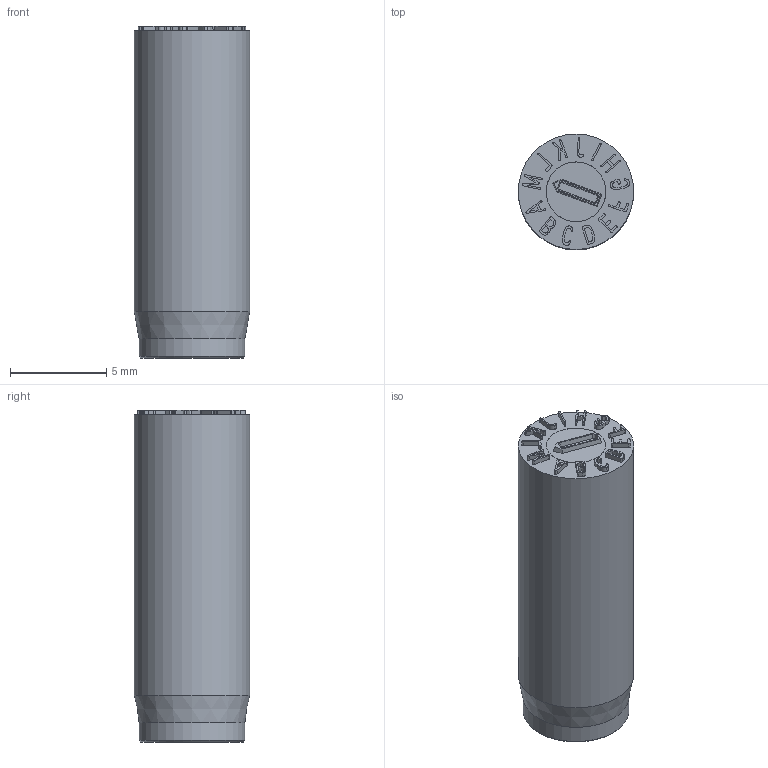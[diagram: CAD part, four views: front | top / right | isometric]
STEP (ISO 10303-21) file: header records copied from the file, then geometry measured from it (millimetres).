
FILE_DESCRIPTION(/* description */ (''),/* implementation_level */ '2;1');
FILE_NAME(/* name */ 'Dati-6000_M$6$00.stp',/* time_stamp */ '2025-09-01T15:07:53+02:00',/* author */ ('olafg'),/* organization */ (''),/* preprocessor_version */ 'ST-DEVELOPER v20',/* originating_system */ 'Autodesk Inventor 2024',/* authorisation */ '');
FILE_SCHEMA (('AUTOMOTIVE_DESIGN { 1 0 10303 214 3 1 1 }'));
Length unit declared in the file: millimetre
Products named in the file (3): Zusammenbau 1006; 1006-01-00 Hülse; 2005-05-00 Stelleinsatz
Assembly tree (2 placements, depth 2):
  Zusammenbau 1006
    1006-01-00 Hülse
    2005-05-00 Stelleinsatz
Bounding box: 6 x 6 x 17.25 mm (x, y, z)
Volume: 392 mm3; surface area: 588 mm2
Topology: 2 solids, 2 shells, 278 faces, 755 edges, 502 vertices
Faces by surface type: bspline 146, plane 113, cone 11, cylinder 7, torus 1
Full cylindrical faces by diameter (mm): 1.6 x2, 3 x1, 3.1 x2, 5.5 x1, 6 x1
Entity records: 9550 total; most frequent: CARTESIAN_POINT 3390, ORIENTED_EDGE 1510, DIRECTION 772, EDGE_CURVE 755, VERTEX_POINT 502, LINE 428, VECTOR 428, EDGE_LOOP 301
